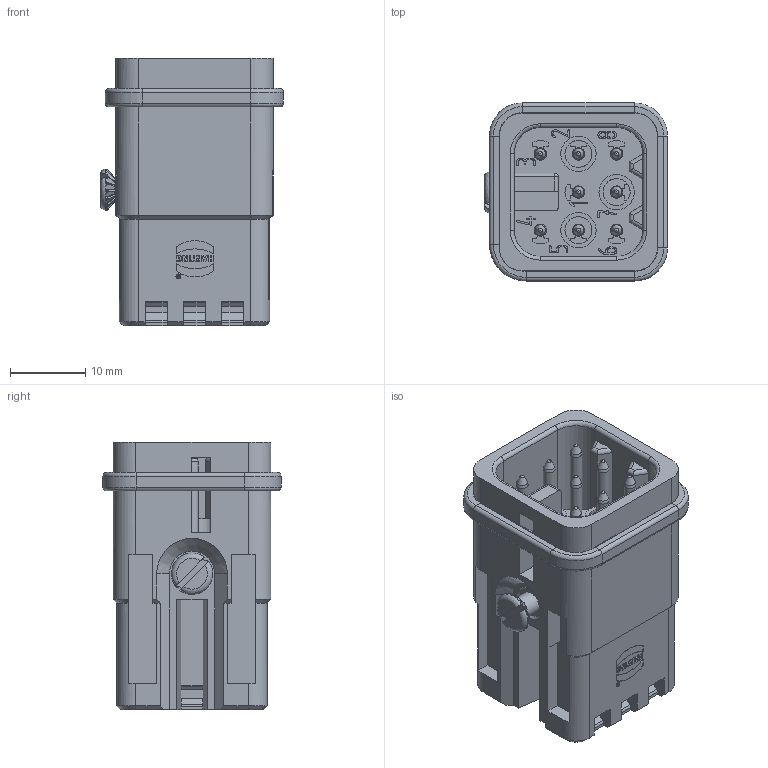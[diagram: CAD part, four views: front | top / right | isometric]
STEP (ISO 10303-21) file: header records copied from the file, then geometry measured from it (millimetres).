
FILE_DESCRIPTION(/* description */ (''),/* implementation_level */ '2;1');
FILE_NAME(/* name */ '100181384ugm000_d.stp',/* time_stamp */ '2017-09-28T17:00:27+02:00',/* author */ (''),/* organization */ (''),/* preprocessor_version */ 'ST-DEVELOPER v16',/* originating_system */ 'SIEMENS PLM Software NX 10.0',/* authorisation */ '');
FILE_SCHEMA (('AUTOMOTIVE_DESIGN { 1 0 10303 214 3 1 1 1 }'));
Products named in the file (1): 100181384ugm000_d
Bounding box: 24.35 x 23.7 x 35.6 mm (x, y, z)
Volume: 9912.4 mm3; surface area: 8067.1 mm2
Topology: 1 solids, 2 shells, 1586 faces, 4917 edges, 3808 vertices
Faces by surface type: plane 929, extrusion 252, cylinder 242, bspline 121, cone 42
Full cylindrical faces by diameter (mm): 0.55 x1, 0.65 x1, 1.6 x16, 3 x1, 3.2 x8, 3.6 x3, 4.1 x1, 4.7 x3
Entity records: 71987 total; most frequent: CARTESIAN_POINT 19894, ORIENTED_EDGE 8670, DIRECTION 6800, EDGE_CURVE 4335, VECTOR 3306, LINE 3054, VERTEX_POINT 2891, PRESENTATION_STYLE_ASSIGNMENT 1986
